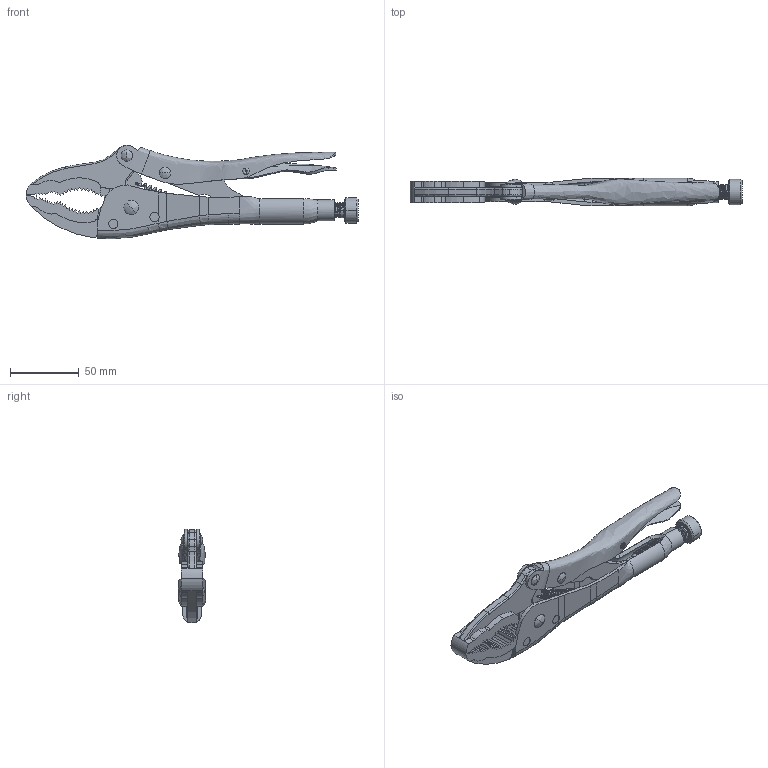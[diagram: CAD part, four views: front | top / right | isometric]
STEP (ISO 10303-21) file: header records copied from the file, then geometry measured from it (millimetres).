
FILE_DESCRIPTION (( 'STEP AP214' ), '1' );
FILE_NAME ('GH-51100(³æ¤@¹s¥ó).STEP', '2020-07-27T06:52:27', ( 'LinWei' ), ( '' ), 'SwSTEP 2.0', 'SolidWorks 2016', '' );
FILE_SCHEMA (( 'AUTOMOTIVE_DESIGN' ));
Length unit declared in the file: millimetre
Products named in the file (2): Group1^GH-51100(單一零件); GH-51100(單一零件)
Assembly tree (1 placements, depth 2):
  GH-51100(單一零件)
    Group1^GH-51100(單一零件)
Bounding box: 241.86 x 20.1 x 67.91 mm (x, y, z)
Volume: 79733.9 mm3; surface area: 55546.3 mm2
Topology: 3 solids, 3 shells, 629 faces, 1710 edges, 1104 vertices
Faces by surface type: cylinder 270, plane 211, bspline 117, cone 19, torus 12
Entity records: 98903 total; most frequent: CARTESIAN_POINT 83695, ORIENTED_EDGE 3408, DIRECTION 2664, EDGE_CURVE 1704, VERTEX_POINT 1104, AXIS2_PLACEMENT_3D 941, VECTOR 782, LINE 782
